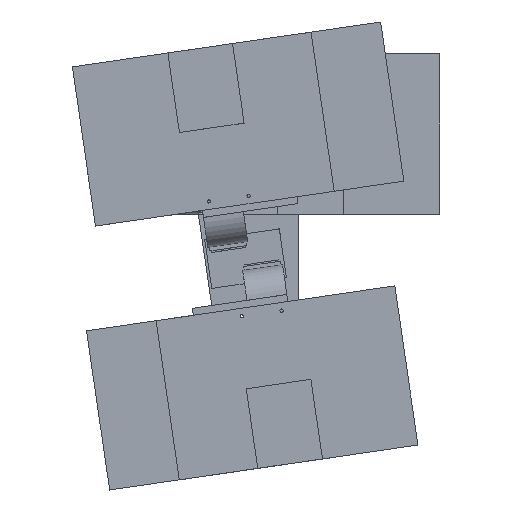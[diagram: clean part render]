
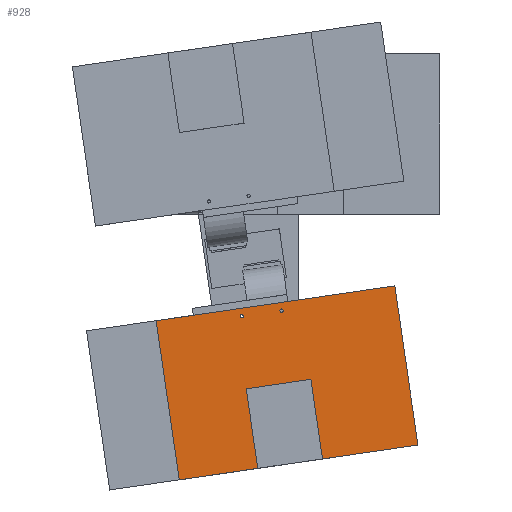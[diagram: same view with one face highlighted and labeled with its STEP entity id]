
A CAD part, top view. The second image highlights one B-rep face of the part: STEP entity #928.
In plain terms, the highlighted planar face has unit normal (0, 0, 1).
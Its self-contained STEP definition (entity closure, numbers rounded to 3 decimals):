
#928 = ADVANCED_FACE( '', ( #1276, #1277, #1278 ), #1279, .T. );
#1276 = FACE_BOUND( '', #1677, .T. );
#1277 = FACE_BOUND( '', #1678, .T. );
#1278 = FACE_OUTER_BOUND( '', #1679, .T. );
#1279 = PLANE( '', #1680 );
#1677 = EDGE_LOOP( '', ( #2786 ) );
#1678 = EDGE_LOOP( '', ( #2787 ) );
#1679 = EDGE_LOOP( '', ( #2788, #2789, #2790, #2791, #2792, #2793, #2794, #2795 ) );
#1680 = AXIS2_PLACEMENT_3D( '', #2796, #2797, #2798 );
#2786 = ORIENTED_EDGE( '', *, *, #3366, .T. );
#2787 = ORIENTED_EDGE( '', *, *, #3367, .T. );
#2788 = ORIENTED_EDGE( '', *, *, #3368, .T. );
#2789 = ORIENTED_EDGE( '', *, *, #3369, .T. );
#2790 = ORIENTED_EDGE( '', *, *, #3370, .T. );
#2791 = ORIENTED_EDGE( '', *, *, #3371, .T. );
#2792 = ORIENTED_EDGE( '', *, *, #3372, .T. );
#2793 = ORIENTED_EDGE( '', *, *, #3373, .T. );
#2794 = ORIENTED_EDGE( '', *, *, #3374, .T. );
#2795 = ORIENTED_EDGE( '', *, *, #3375, .T. );
#2796 = CARTESIAN_POINT( '', ( 0., 0., 1.2 ) );
#2797 = DIRECTION( '', ( 0., 0., 1. ) );
#2798 = DIRECTION( '', ( 1., 0., 0. ) );
#3366 = EDGE_CURVE( '', #3962, #3962, #3963, .T. );
#3367 = EDGE_CURVE( '', #3964, #3964, #3965, .T. );
#3368 = EDGE_CURVE( '', #3966, #3967, #3968, .T. );
#3369 = EDGE_CURVE( '', #3967, #3969, #3970, .T. );
#3370 = EDGE_CURVE( '', #3969, #3971, #3972, .T. );
#3371 = EDGE_CURVE( '', #3971, #3973, #3974, .T. );
#3372 = EDGE_CURVE( '', #3973, #3975, #3976, .T. );
#3373 = EDGE_CURVE( '', #3975, #3977, #3978, .T. );
#3374 = EDGE_CURVE( '', #3977, #3979, #3980, .T. );
#3375 = EDGE_CURVE( '', #3979, #3966, #3981, .T. );
#3962 = VERTEX_POINT( '', #4902 );
#3963 = CIRCLE( '', #4903, 1.6 );
#3964 = VERTEX_POINT( '', #4904 );
#3965 = CIRCLE( '', #4905, 1.6 );
#3966 = VERTEX_POINT( '', #4906 );
#3967 = VERTEX_POINT( '', #4907 );
#3968 = LINE( '', #4908, #4909 );
#3969 = VERTEX_POINT( '', #4910 );
#3970 = LINE( '', #4911, #4912 );
#3971 = VERTEX_POINT( '', #4913 );
#3972 = LINE( '', #4914, #4915 );
#3973 = VERTEX_POINT( '', #4916 );
#3974 = LINE( '', #4917, #4918 );
#3975 = VERTEX_POINT( '', #4919 );
#3976 = LINE( '', #4920, #4921 );
#3977 = VERTEX_POINT( '', #4922 );
#3978 = LINE( '', #4923, #4924 );
#3979 = VERTEX_POINT( '', #4925 );
#3980 = LINE( '', #4926, #4927 );
#3981 = LINE( '', #4928, #4929 );
#4902 = CARTESIAN_POINT( '', ( 86.6, 152., 1.2 ) );
#4903 = AXIS2_PLACEMENT_3D( '', #5462, #5463, #5464 );
#4904 = CARTESIAN_POINT( '', ( 126.6, 152., 1.2 ) );
#4905 = AXIS2_PLACEMENT_3D( '', #5465, #5466, #5467 );
#4906 = CARTESIAN_POINT( '', ( 0., 0., 1.2 ) );
#4907 = CARTESIAN_POINT( '', ( 78.981, 0., 1.2 ) );
#4908 = CARTESIAN_POINT( '', ( 0., 0., 1.2 ) );
#4909 = VECTOR( '', #5468, 1000. );
#4910 = CARTESIAN_POINT( '', ( 78.981, 80., 1.2 ) );
#4911 = CARTESIAN_POINT( '', ( 78.981, 0., 1.2 ) );
#4912 = VECTOR( '', #5469, 1000. );
#4913 = CARTESIAN_POINT( '', ( 143.981, 80., 1.2 ) );
#4914 = CARTESIAN_POINT( '', ( 0., 80., 1.2 ) );
#4915 = VECTOR( '', #5470, 1000. );
#4916 = CARTESIAN_POINT( '', ( 143.981, 0., 1.2 ) );
#4917 = CARTESIAN_POINT( '', ( 143.981, 0., 1.2 ) );
#4918 = VECTOR( '', #5471, 1000. );
#4919 = CARTESIAN_POINT( '', ( 240., 0., 1.2 ) );
#4920 = CARTESIAN_POINT( '', ( 0., 0., 1.2 ) );
#4921 = VECTOR( '', #5472, 1000. );
#4922 = CARTESIAN_POINT( '', ( 240., 160., 1.2 ) );
#4923 = CARTESIAN_POINT( '', ( 240., 0., 1.2 ) );
#4924 = VECTOR( '', #5473, 1000. );
#4925 = CARTESIAN_POINT( '', ( 0., 160., 1.2 ) );
#4926 = CARTESIAN_POINT( '', ( 240., 160., 1.2 ) );
#4927 = VECTOR( '', #5474, 1000. );
#4928 = CARTESIAN_POINT( '', ( 0., 160., 1.2 ) );
#4929 = VECTOR( '', #5475, 1000. );
#5462 = CARTESIAN_POINT( '', ( 85., 152., 1.2 ) );
#5463 = DIRECTION( '', ( 0., 0., -1. ) );
#5464 = DIRECTION( '', ( 1., 0., 0. ) );
#5465 = CARTESIAN_POINT( '', ( 125., 152., 1.2 ) );
#5466 = DIRECTION( '', ( 0., 0., -1. ) );
#5467 = DIRECTION( '', ( 1., 0., 0. ) );
#5468 = DIRECTION( '', ( 1., 0., 0. ) );
#5469 = DIRECTION( '', ( 0., 1., 0. ) );
#5470 = DIRECTION( '', ( 1., 0., 0. ) );
#5471 = DIRECTION( '', ( 0., -1., 0. ) );
#5472 = DIRECTION( '', ( 1., 0., 0. ) );
#5473 = DIRECTION( '', ( 0., 1., 0. ) );
#5474 = DIRECTION( '', ( -1., 0., 0. ) );
#5475 = DIRECTION( '', ( 0., -1., 0. ) );
